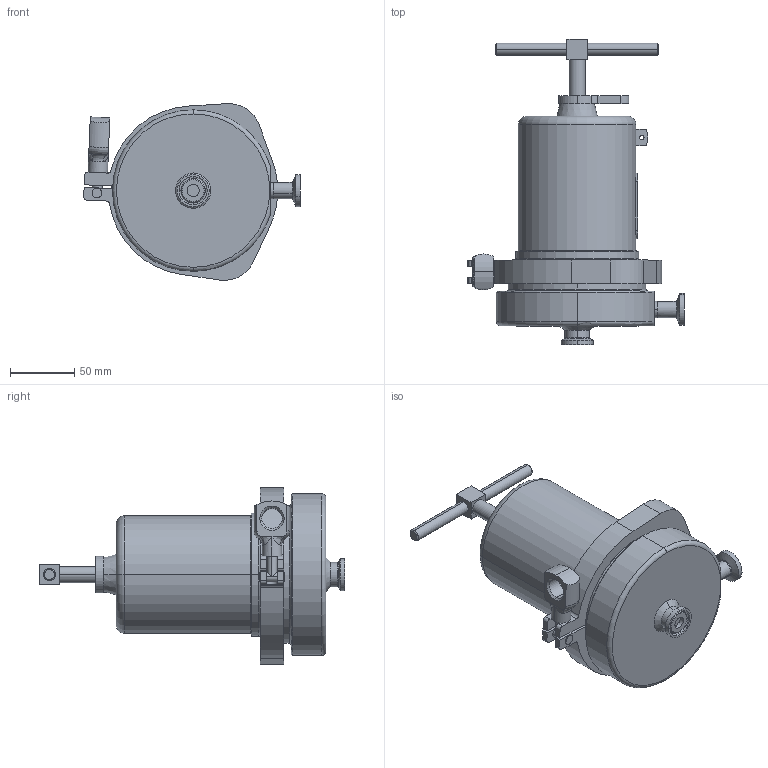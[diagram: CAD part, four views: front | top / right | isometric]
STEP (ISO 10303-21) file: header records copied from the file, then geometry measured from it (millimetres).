
FILE_DESCRIPTION (( 'STEP AP203' ), '1' );
FILE_NAME ('96c-050.STEP', '2017-06-07T17:55:44', ( '' ), ( '' ), 'SwSTEP 2.0', 'SolidWorks 2014', '' );
FILE_SCHEMA (( 'CONFIG_CONTROL_DESIGN' ));
Length unit declared in the file: inch
Products named in the file (2): 96c-050
Bounding box: 168.95 x 238.33 x 137.89 mm (x, y, z)
Volume: 1432589.3 mm3; surface area: 121231.9 mm2
Topology: 2 solids, 3 shells, 205 faces, 495 edges, 304 vertices
Faces by surface type: cylinder 84, plane 55, torus 34, cone 28, bspline 4
Entity records: 6669 total; most frequent: CARTESIAN_POINT 1611, DIRECTION 1118, ORIENTED_EDGE 978, EDGE_CURVE 489, AXIS2_PLACEMENT_3D 457, VERTEX_POINT 304, CIRCLE 254, EDGE_LOOP 227
